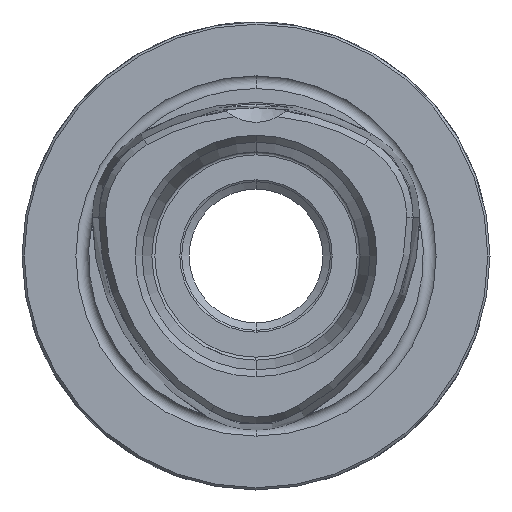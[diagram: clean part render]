
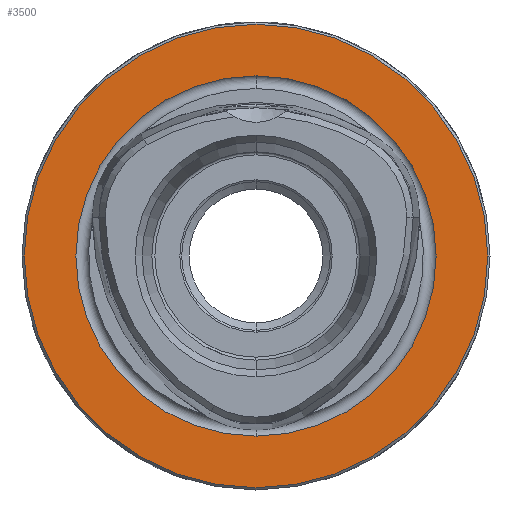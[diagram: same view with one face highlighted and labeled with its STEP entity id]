
A CAD part, front view. The second image highlights one B-rep face of the part: STEP entity #3500.
In plain terms, the highlighted planar face has unit normal (0, -1, 0).
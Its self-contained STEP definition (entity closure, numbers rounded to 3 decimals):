
#1505=CARTESIAN_POINT('',(0.,0.,
0.));
#1506=DIRECTION('',(0.,-1.,0.));
#1507=DIRECTION('',(1.,0.,0.));
#1508=AXIS2_PLACEMENT_3D('',#1505,#1506,#1507);
#1510=CARTESIAN_POINT('',(0.,0.,
0.));
#1511=DIRECTION('',(0.,-1.,0.));
#1512=DIRECTION('',(-1.,0.,0.));
#1513=AXIS2_PLACEMENT_3D('',#1510,#1511,#1512);
#1515=CARTESIAN_POINT('',(0.,0.,0.));
#1516=DIRECTION('',(0.,-1.,0.));
#1517=DIRECTION('',(0.,0.,-1.));
#1518=AXIS2_PLACEMENT_3D('',#1515,#1516,#1517);
#1520=CARTESIAN_POINT('',(0.,0.,0.));
#1521=DIRECTION('',(0.,-1.,0.));
#1522=DIRECTION('',(0.,0.,1.));
#1523=AXIS2_PLACEMENT_3D('',#1520,#1521,#1522);
#1958=CARTESIAN_POINT('',(31.2,0.,
0.));
#1959=CARTESIAN_POINT('',(-31.2,0.,0.));
#1960=VERTEX_POINT('',#1958);
#1961=VERTEX_POINT('',#1959);
#1966=CARTESIAN_POINT('',(0.,0.,-24.25));
#1967=CARTESIAN_POINT('',(0.,0.,24.25));
#1968=VERTEX_POINT('',#1966);
#1969=VERTEX_POINT('',#1967);
#3486=CARTESIAN_POINT('',(0.,0.,0.));
#3487=DIRECTION('',(0.,-1.,0.));
#3488=DIRECTION('',(-1.,0.,0.));
#3489=AXIS2_PLACEMENT_3D('',#3486,#3487,#3488);
#3490=PLANE('',#3489);
#3491=ORIENTED_EDGE('',*,*,#3476,.F.);
#3493=ORIENTED_EDGE('',*,*,#3492,.F.);
#3494=EDGE_LOOP('',(#3491,#3493));
#3495=FACE_OUTER_BOUND('',#3494,.F.);
#3496=ORIENTED_EDGE('',*,*,#2439,.T.);
#3497=ORIENTED_EDGE('',*,*,#2304,.T.);
#3498=EDGE_LOOP('',(#3496,#3497));
#3499=FACE_BOUND('',#3498,.F.);
#3500=ADVANCED_FACE('',(#3495,#3499),#3490,.T.);
#1509=CIRCLE('',#1508,31.2);
#1514=CIRCLE('',#1513,31.2);
#1519=CIRCLE('',#1518,24.25);
#1524=CIRCLE('',#1523,24.25);
#2304=EDGE_CURVE('',#1969,#1968,#1524,.T.);
#2439=EDGE_CURVE('',#1968,#1969,#1519,.T.);
#3476=EDGE_CURVE('',#1960,#1961,#1509,.T.);
#3492=EDGE_CURVE('',#1961,#1960,#1514,.T.);
